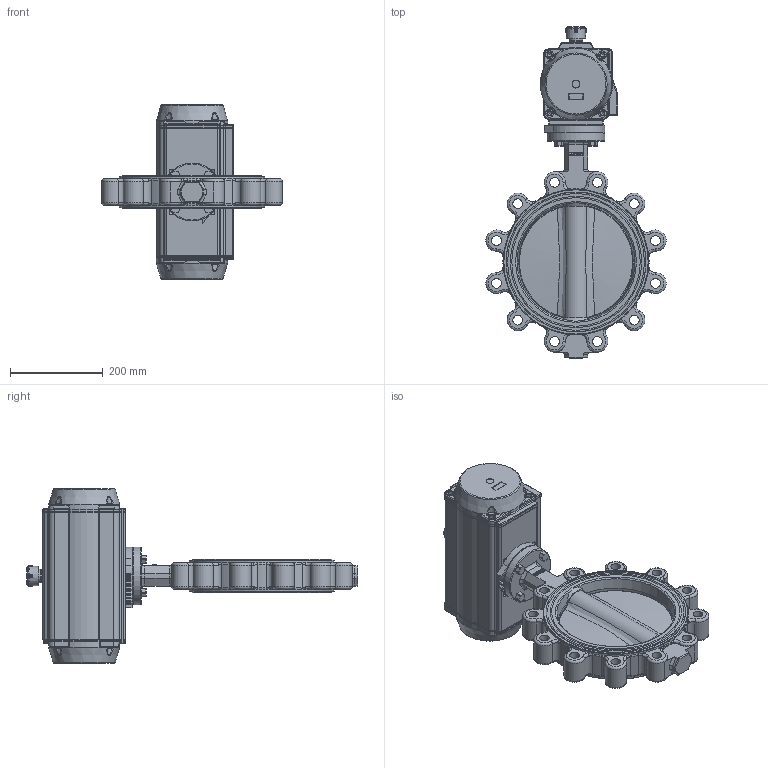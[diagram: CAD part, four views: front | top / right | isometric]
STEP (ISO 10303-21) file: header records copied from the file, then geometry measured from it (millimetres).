
FILE_DESCRIPTION(/* description */ ('Unknown'),/* implementation_level */ '2;1');
FILE_NAME(/* name */ 'PD09 5200_5210_5220-16',/* time_stamp */ '2025-04-04T12:34:49+02:00',/* author */ ('Unknown'),/* organization */ ('Unknown'),/* preprocessor_version */ 'ST-DEVELOPER v19.4',/* originating_system */ 'Solid Edge',/* authorisation */ 'Unknown');
FILE_SCHEMA (('AUTOMOTIVE_DESIGN {1 0 10303 214 3 1 1}'));
Products named in the file (20): PD09 5200_5210_5220-16; LUG-DN250; DN250概极; seat; disc; shaft1; shaft2; bushing1; PD09_PE08; VTE140埴詰; vt140-2016-06-25; vt140左端盖（模具厂）_MIR; huosai140; VT140-03-C 陔粣; Optische Anzeige; ______; ________(___________; cup head nib bolts with large head gb_GB_FASTENER_BOLT_CHNBW M6X25-N; M12x50; Rasterscheibe DN300
Assembly tree (26 placements, depth 4):
  PD09 5200_5210_5220-16
    LUG-DN250
      DN250概极
      seat
      disc
      shaft1
      shaft2
      bushing1
    PD09_PE08
      VTE140埴詰
      vt140-2016-06-25
      vt140左端盖（模具厂）_MIR
      huosai140  x2
      VT140-03-C 陔粣
      Optische Anzeige
        ______
        ________(___________  x4
        cup head nib bolts with large head gb_GB_FASTENER_BOLT_CHNBW M6X25-N
    M12x50  x4
    Rasterscheibe DN300
Bounding box: 388.76 x 715.72 x 377 mm (x, y, z)
Volume: 9205227.9 mm3; surface area: 1660851 mm2
Topology: 23 solids, 23 shells, 3455 faces, 8611 edges, 5343 vertices
Faces by surface type: plane 1054, cylinder 981, bspline 702, torus 434, cone 268, sphere 16
Full cylindrical faces by diameter (mm): 3 x16, 3.3 x8, 4.134 x8, 4.66 x1, 5 x1, 6 x1, 6.2 x1, 6.8 x1, 8 x1, 8.376 x12, 9.663 x8, 10.106 x6, 11.445 x2, 12 x8, 17 x4, 17.5 x2, 20 x1, 21 x12, 24.9 x1, 25 x1, 26 x3, 26.4 x1, 28.1 x1, 28.45 x5, 28.68 x1, 28.7 x1, 30 x5, 34.9 x2, 35 x1, 38.5 x1
Entity records: 117071 total; most frequent: CARTESIAN_POINT 53983, ORIENTED_EDGE 13506, DIRECTION 11585, EDGE_CURVE 6753, AXIS2_PLACEMENT_3D 4559, VERTEX_POINT 4372, FACE_BOUND 3443, EDGE_LOOP 3419
